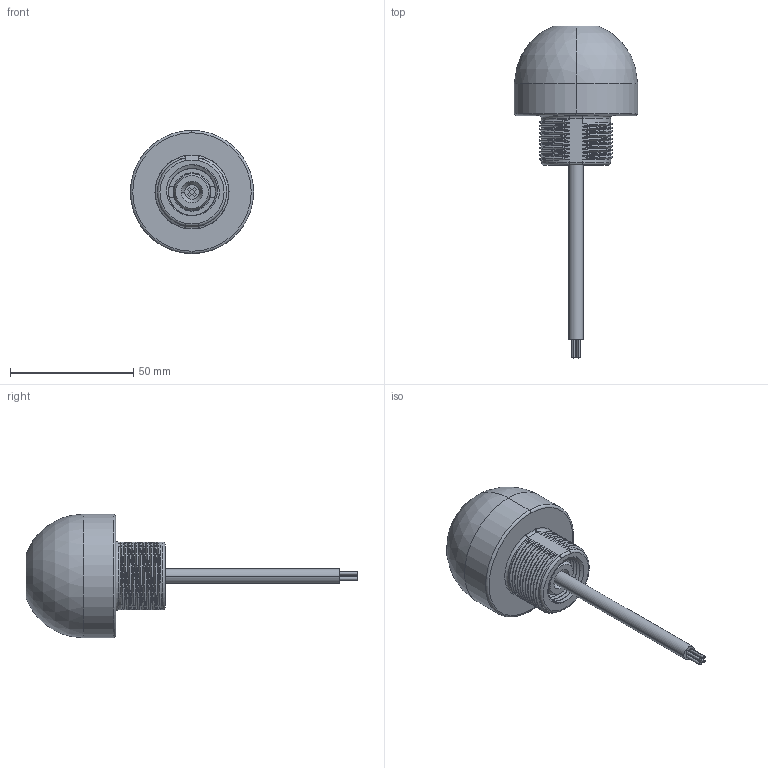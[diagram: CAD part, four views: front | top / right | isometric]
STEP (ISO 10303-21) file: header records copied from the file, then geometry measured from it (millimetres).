
FILE_DESCRIPTION((''),'2;1');
FILE_NAME('221008_SW0002','2020-12-14T15:07:59',('jeshelman'),('BANNER ENGINEERING CORP.'),'CREO PARAMETRIC BY PTC INC, 2019292','CREO PARAMETRIC BY PTC INC, 2019292','');
FILE_SCHEMA(('CONFIG_CONTROL_DESIGN','SHAPE_APPEARANCE_LAYERS_GROUPS'));
Length unit declared in the file: millimetre
Products named in the file (1): 221008_SW0002
Bounding box: 50 x 134.46 x 50 mm (x, y, z)
Volume: 70875.3 mm3; surface area: 13419.7 mm2
Topology: 1 solids, 1 shells, 180 faces, 469 edges, 301 vertices
Faces by surface type: cylinder 72, bspline 67, plane 17, torus 12, sphere 6, cone 6
Entity records: 13715 total; most frequent: CARTESIAN_POINT 8432, ORIENTED_EDGE 938, DIRECTION 607, EDGE_CURVE 469, VERTEX_POINT 301, AXIS2_PLACEMENT_3D 228, B_SPLINE_CURVE_WITH_KNOTS 203, EDGE_LOOP 190
